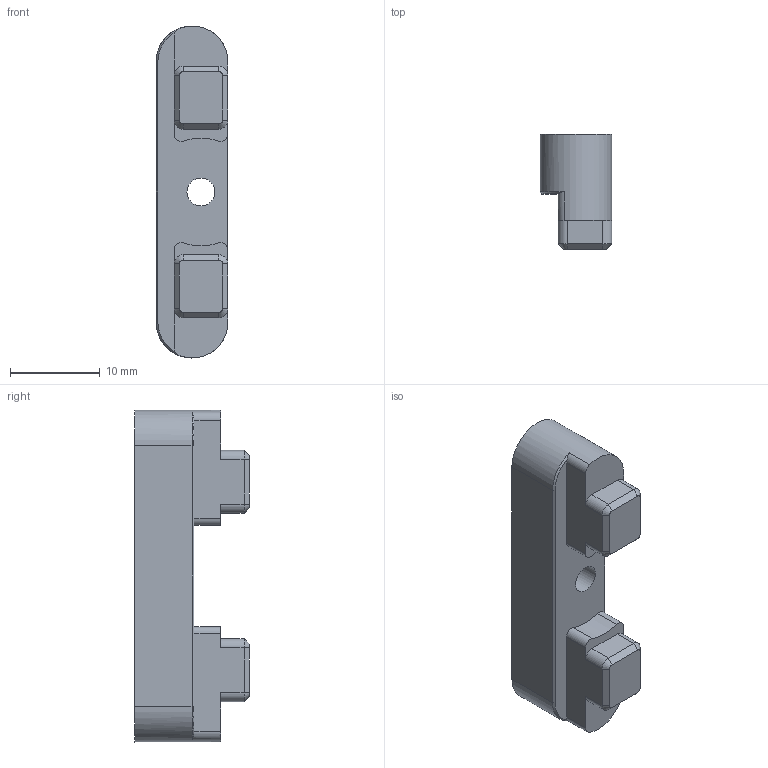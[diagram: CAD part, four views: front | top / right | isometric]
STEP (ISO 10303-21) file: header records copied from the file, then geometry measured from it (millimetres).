
FILE_DESCRIPTION(/* description */ (''),/* implementation_level */ '2;1');
FILE_NAME(/* name */ 'Door_Latch.stp',/* time_stamp */ '2021-10-11T07:14:26+02:00',/* author */ ('Rama'),/* organization */ (''),/* preprocessor_version */ 'ST-DEVELOPER v18.1',/* originating_system */ 'Autodesk Inventor 2022',/* authorisation */ '');
FILE_SCHEMA (('AUTOMOTIVE_DESIGN { 1 0 10303 214 3 1 1 }'));
Length unit declared in the file: millimetre
Products named in the file (1): Door_Latch
Bounding box: 8 x 12.8 x 37 mm (x, y, z)
Volume: 2256.9 mm3; surface area: 1641.2 mm2
Topology: 1 solids, 1 shells, 101 faces, 276 edges, 178 vertices
Faces by surface type: plane 65, cylinder 26, cone 10
Full cylindrical faces by diameter (mm): 3.12 x1, 5.8 x1
Entity records: 3271 total; most frequent: DIRECTION 579, CARTESIAN_POINT 570, ORIENTED_EDGE 552, EDGE_CURVE 276, AXIS2_PLACEMENT_3D 203, VERTEX_POINT 177, LINE 173, VECTOR 173
